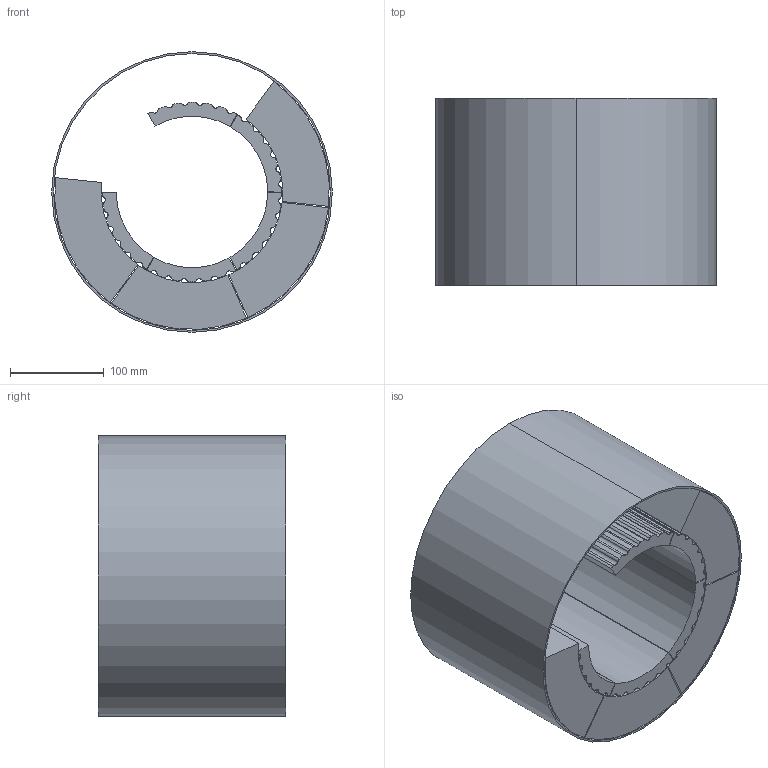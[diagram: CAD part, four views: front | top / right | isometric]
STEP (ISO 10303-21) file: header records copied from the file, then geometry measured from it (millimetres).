
FILE_DESCRIPTION (( 'STEP AP214' ), '1' );
FILE_NAME ('Two-Layer_InternalInsulationConcept_v1.1.STEP', '2024-05-15T13:05:52', ( '' ), ( '' ), 'SwSTEP 2.0', 'SolidWorks 2016', '' );
FILE_SCHEMA (( 'AUTOMOTIVE_DESIGN' ));
Length unit declared in the file: millimetre
Products named in the file (1): Two-Layer_InternalInsulationConcept_v1.1
Bounding box: 300 x 200 x 300 mm (x, y, z)
Volume: 6711324.2 mm3; surface area: 948935 mm2
Topology: 10 solids, 10 shells, 180 faces, 480 edges, 320 vertices
Faces by surface type: cylinder 142, plane 38
Entity records: 7713 total; most frequent: DIRECTION 1126, CARTESIAN_POINT 981, ORIENTED_EDGE 960, EDGE_CURVE 480, AXIS2_PLACEMENT_3D 465, VERTEX_POINT 320, CIRCLE 284, LINE 196
